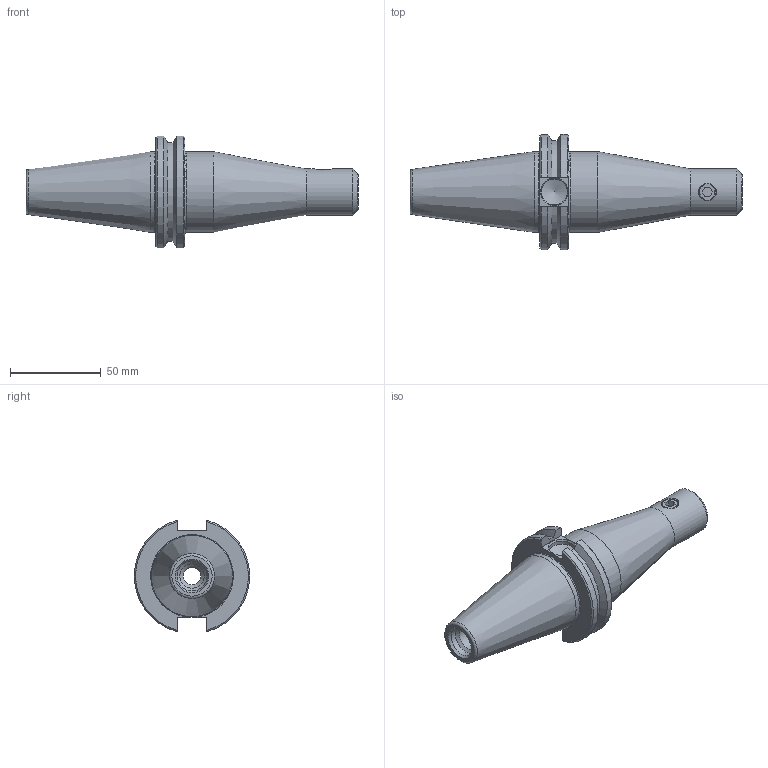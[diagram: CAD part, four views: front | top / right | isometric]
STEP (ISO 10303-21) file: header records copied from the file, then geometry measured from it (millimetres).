
FILE_DESCRIPTION((''),'2;1');
FILE_NAME('C40-37EM4.iam.stp','2014-07-07T09:43:17',(''),(''),'Autodesk Inventor 2012','Autodesk Inventor 2012','');
FILE_SCHEMA(('AUTOMOTIVE_DESIGN { 1 0 10303 214 1 1 1 1 }'));
Length unit declared in the file: inch
Products named in the file (3): C40-37EM4; C40-37EM4-1; 029-902
Assembly tree (2 placements, depth 2):
  C40-37EM4
    C40-37EM4-1
    029-902
Bounding box: 182.56 x 63.26 x 61.38 mm (x, y, z)
Volume: 178770.6 mm3; surface area: 33151.1 mm2
Topology: 2 solids, 2 shells, 59 faces, 148 edges, 94 vertices
Faces by surface type: cone 21, plane 19, cylinder 15, torus 4
Full cylindrical faces by diameter (mm): 8.382 x1, 9.525 x2, 13.386 x1, 14.3 x1, 16.459 x1, 25.4 x1, 44.45 x2
Entity records: 1778 total; most frequent: CARTESIAN_POINT 417, DIRECTION 266, ORIENTED_EDGE 236, EDGE_CURVE 118, AXIS2_PLACEMENT_3D 109, VERTEX_POINT 88, EDGE_LOOP 88, FACE_OUTER_BOUND 59
